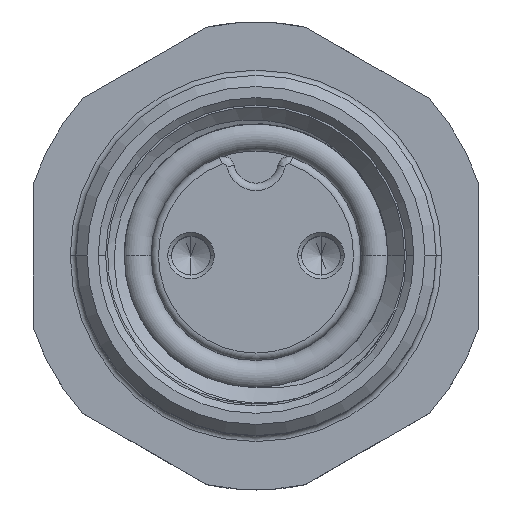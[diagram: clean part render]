
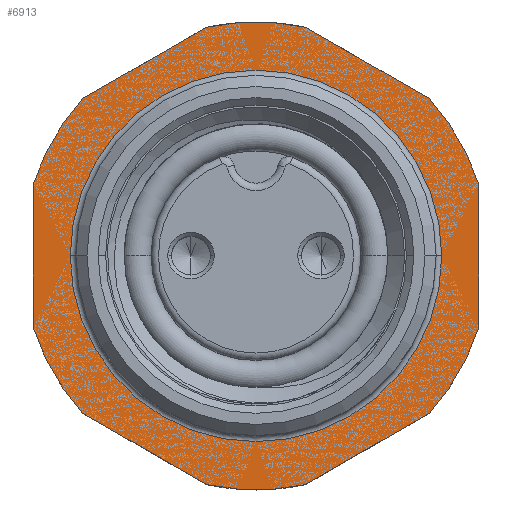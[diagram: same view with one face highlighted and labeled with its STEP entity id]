
A CAD part, top view. The second image highlights one B-rep face of the part: STEP entity #6913.
In plain terms, the highlighted planar face has unit normal (0, 0, 1).
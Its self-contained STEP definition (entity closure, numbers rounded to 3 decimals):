
#3711=CARTESIAN_POINT('',(0.,0.,-0.3));
#3712=DIRECTION('',(0.,0.,1.));
#3713=DIRECTION('',(0.212,0.977,0.));
#3714=AXIS2_PLACEMENT_3D('',#3711,#3712,#3713);
#3716=DIRECTION('',(-0.866,0.5,0.));
#3717=VECTOR('',#3716,3.842);
#3718=CARTESIAN_POINT('',(4.664,4.236,-0.3));
#3719=LINE('',#3718,#3717);
#3720=CARTESIAN_POINT('',(0.,0.,-0.3));
#3721=DIRECTION('',(0.,0.,1.));
#3722=DIRECTION('',(0.952,0.305,0.));
#3723=AXIS2_PLACEMENT_3D('',#3720,#3721,#3722);
#3725=DIRECTION('',(0.,1.,0.));
#3726=VECTOR('',#3725,3.842);
#3727=CARTESIAN_POINT('',(6.,-1.921,-0.3));
#3728=LINE('',#3727,#3726);
#3729=CARTESIAN_POINT('',(0.,0.,-0.3));
#3730=DIRECTION('',(0.,0.,1.));
#3731=DIRECTION('',(0.74,-0.672,0.));
#3732=AXIS2_PLACEMENT_3D('',#3729,#3730,#3731);
#3734=DIRECTION('',(0.866,0.5,0.));
#3735=VECTOR('',#3734,3.842);
#3736=CARTESIAN_POINT('',(1.336,-6.157,-0.3));
#3737=LINE('',#3736,#3735);
#3738=CARTESIAN_POINT('',(0.,0.,-0.3));
#3739=DIRECTION('',(0.,0.,1.));
#3740=DIRECTION('',(-0.212,-0.977,0.));
#3741=AXIS2_PLACEMENT_3D('',#3738,#3739,#3740);
#3743=DIRECTION('',(0.866,-0.5,0.));
#3744=VECTOR('',#3743,3.842);
#3745=CARTESIAN_POINT('',(-4.664,-4.236,-0.3));
#3746=LINE('',#3745,#3744);
#3747=CARTESIAN_POINT('',(0.,0.,-0.3));
#3748=DIRECTION('',(0.,0.,1.));
#3749=DIRECTION('',(-0.952,-0.305,0.));
#3750=AXIS2_PLACEMENT_3D('',#3747,#3748,#3749);
#3752=DIRECTION('',(0.,-1.,0.));
#3753=VECTOR('',#3752,3.842);
#3754=CARTESIAN_POINT('',(-6.,1.921,-0.3));
#3755=LINE('',#3754,#3753);
#3756=CARTESIAN_POINT('',(0.,0.,-0.3));
#3757=DIRECTION('',(0.,0.,1.));
#3758=DIRECTION('',(-0.74,0.672,0.));
#3759=AXIS2_PLACEMENT_3D('',#3756,#3757,#3758);
#3761=DIRECTION('',(-0.866,-0.5,0.));
#3762=VECTOR('',#3761,3.842);
#3763=CARTESIAN_POINT('',(-1.336,6.157,-0.3));
#3764=LINE('',#3763,#3762);
#3765=CARTESIAN_POINT('',(0.,0.,-0.3));
#3766=DIRECTION('',(0.,0.,1.));
#3767=DIRECTION('',(-1.,0.,0.));
#3768=AXIS2_PLACEMENT_3D('',#3765,#3766,#3767);
#3770=CARTESIAN_POINT('',(0.,0.,-0.3));
#3771=DIRECTION('',(0.,0.,1.));
#3772=DIRECTION('',(1.,0.,0.));
#3773=AXIS2_PLACEMENT_3D('',#3770,#3771,#3772);
#6077=CARTESIAN_POINT('',(1.336,6.157,-0.3));
#6078=CARTESIAN_POINT('',(-1.336,6.157,-0.3));
#6079=VERTEX_POINT('',#6077);
#6080=VERTEX_POINT('',#6078);
#6081=CARTESIAN_POINT('',(-4.664,4.236,-0.3));
#6082=VERTEX_POINT('',#6081);
#6083=CARTESIAN_POINT('',(-6.,1.921,-0.3));
#6084=VERTEX_POINT('',#6083);
#6085=CARTESIAN_POINT('',(-6.,-1.921,-0.3));
#6086=VERTEX_POINT('',#6085);
#6087=CARTESIAN_POINT('',(-4.664,-4.236,-0.3));
#6088=VERTEX_POINT('',#6087);
#6089=CARTESIAN_POINT('',(-1.336,-6.157,-0.3));
#6090=VERTEX_POINT('',#6089);
#6091=CARTESIAN_POINT('',(1.336,-6.157,-0.3));
#6092=VERTEX_POINT('',#6091);
#6093=CARTESIAN_POINT('',(4.664,-4.236,-0.3));
#6094=VERTEX_POINT('',#6093);
#6095=CARTESIAN_POINT('',(6.,-1.921,-0.3));
#6096=VERTEX_POINT('',#6095);
#6097=CARTESIAN_POINT('',(6.,1.921,-0.3));
#6098=VERTEX_POINT('',#6097);
#6099=CARTESIAN_POINT('',(4.664,4.236,-0.3));
#6100=VERTEX_POINT('',#6099);
#6147=CARTESIAN_POINT('',(5.,0.,-0.3));
#6148=CARTESIAN_POINT('',(-5.,0.,-0.3));
#6149=VERTEX_POINT('',#6147);
#6150=VERTEX_POINT('',#6148);
#6876=CARTESIAN_POINT('',(0.,0.,-0.3));
#6877=DIRECTION('',(0.,0.,1.));
#6878=DIRECTION('',(1.,0.,0.));
#6879=AXIS2_PLACEMENT_3D('',#6876,#6877,#6878);
#6880=PLANE('',#6879);
#6882=ORIENTED_EDGE('',*,*,#6881,.F.);
#6884=ORIENTED_EDGE('',*,*,#6883,.F.);
#6886=ORIENTED_EDGE('',*,*,#6885,.F.);
#6888=ORIENTED_EDGE('',*,*,#6887,.F.);
#6890=ORIENTED_EDGE('',*,*,#6889,.F.);
#6892=ORIENTED_EDGE('',*,*,#6891,.F.);
#6894=ORIENTED_EDGE('',*,*,#6893,.F.);
#6896=ORIENTED_EDGE('',*,*,#6895,.F.);
#6898=ORIENTED_EDGE('',*,*,#6897,.F.);
#6900=ORIENTED_EDGE('',*,*,#6899,.F.);
#6902=ORIENTED_EDGE('',*,*,#6901,.F.);
#6904=ORIENTED_EDGE('',*,*,#6903,.F.);
#6905=EDGE_LOOP('',(#6882,#6884,#6886,#6888,#6890,#6892,#6894,#6896,#6898,#6900,
#6902,#6904));
#6906=FACE_OUTER_BOUND('',#6905,.F.);
#6908=ORIENTED_EDGE('',*,*,#6907,.T.);
#6910=ORIENTED_EDGE('',*,*,#6909,.T.);
#6911=EDGE_LOOP('',(#6908,#6910));
#6912=FACE_BOUND('',#6911,.F.);
#3715=CIRCLE('',#3714,6.3);
#3724=CIRCLE('',#3723,6.3);
#3733=CIRCLE('',#3732,6.3);
#3742=CIRCLE('',#3741,6.3);
#3751=CIRCLE('',#3750,6.3);
#3760=CIRCLE('',#3759,6.3);
#3769=CIRCLE('',#3768,5.);
#3774=CIRCLE('',#3773,5.);
#6881=EDGE_CURVE('',#6079,#6080,#3715,.T.);
#6883=EDGE_CURVE('',#6100,#6079,#3719,.T.);
#6885=EDGE_CURVE('',#6098,#6100,#3724,.T.);
#6887=EDGE_CURVE('',#6096,#6098,#3728,.T.);
#6889=EDGE_CURVE('',#6094,#6096,#3733,.T.);
#6891=EDGE_CURVE('',#6092,#6094,#3737,.T.);
#6893=EDGE_CURVE('',#6090,#6092,#3742,.T.);
#6895=EDGE_CURVE('',#6088,#6090,#3746,.T.);
#6897=EDGE_CURVE('',#6086,#6088,#3751,.T.);
#6899=EDGE_CURVE('',#6084,#6086,#3755,.T.);
#6901=EDGE_CURVE('',#6082,#6084,#3760,.T.);
#6903=EDGE_CURVE('',#6080,#6082,#3764,.T.);
#6907=EDGE_CURVE('',#6150,#6149,#3769,.T.);
#6909=EDGE_CURVE('',#6149,#6150,#3774,.T.);
#6913=ADVANCED_FACE('',(#6906,#6912),#6880,.T.);
